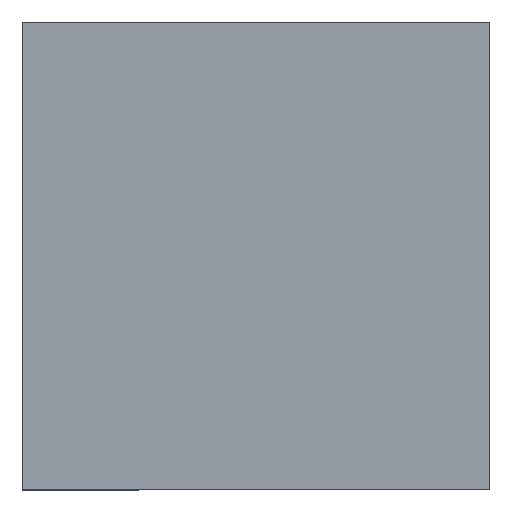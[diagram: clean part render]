
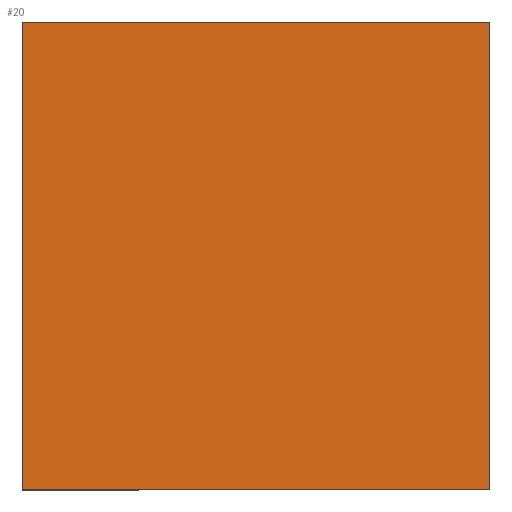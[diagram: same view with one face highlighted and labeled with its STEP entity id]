
A CAD part, top view. The second image highlights one B-rep face of the part: STEP entity #20.
In plain terms, the highlighted planar face has unit normal (0, 0, 1).
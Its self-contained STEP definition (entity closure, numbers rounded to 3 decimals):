
#11 = DIRECTION ( 'NONE',  ( 1., 0., 0. ) ) ;
#14 = CARTESIAN_POINT ( 'NONE',  ( 5., -5., 0.35 ) ) ;
#20 = ADVANCED_FACE ( 'NONE', ( #227 ), #80, .T. ) ;
#22 = LINE ( 'NONE', #28, #91 ) ;
#28 = CARTESIAN_POINT ( 'NONE',  ( 5., 5., 0.35 ) ) ;
#36 = VERTEX_POINT ( 'NONE', #154 ) ;
#39 = VERTEX_POINT ( 'NONE', #171 ) ;
#40 = EDGE_CURVE ( 'NONE', #179, #190, #223, .T. ) ;
#42 = AXIS2_PLACEMENT_3D ( 'NONE', #109, #191, #97 ) ;
#50 = VECTOR ( 'NONE', #11, 1000. ) ;
#52 = EDGE_CURVE ( 'NONE', #39, #36, #98, .T. ) ;
#59 = EDGE_CURVE ( 'NONE', #190, #39, #22, .T. ) ;
#64 = CARTESIAN_POINT ( 'NONE',  ( 5., 5., 0.35 ) ) ;
#80 = PLANE ( 'NONE',  #42 ) ;
#82 = VECTOR ( 'NONE', #208, 1000. ) ;
#87 = EDGE_LOOP ( 'NONE', ( #211, #120, #222, #134 ) ) ;
#91 = VECTOR ( 'NONE', #170, 1000. ) ;
#97 = DIRECTION ( 'NONE',  ( 1., 0., 0. ) ) ;
#98 = LINE ( 'NONE', #176, #82 ) ;
#109 = CARTESIAN_POINT ( 'NONE',  ( 0., 0., 0.35 ) ) ;
#115 = DIRECTION ( 'NONE',  ( 0., 1., 0. ) ) ;
#120 = ORIENTED_EDGE ( 'NONE', *, *, #142, .T. ) ;
#134 = ORIENTED_EDGE ( 'NONE', *, *, #59, .T. ) ;
#138 = VECTOR ( 'NONE', #115, 1000. ) ;
#142 = EDGE_CURVE ( 'NONE', #36, #179, #158, .T. ) ;
#154 = CARTESIAN_POINT ( 'NONE',  ( -5., -5., 0.35 ) ) ;
#158 = LINE ( 'NONE', #14, #50 ) ;
#170 = DIRECTION ( 'NONE',  ( -1., 0., 0. ) ) ;
#171 = CARTESIAN_POINT ( 'NONE',  ( -5., 5., 0.35 ) ) ;
#176 = CARTESIAN_POINT ( 'NONE',  ( -5., -5., 0.35 ) ) ;
#177 = CARTESIAN_POINT ( 'NONE',  ( 5., -5., 0.35 ) ) ;
#179 = VERTEX_POINT ( 'NONE', #177 ) ;
#190 = VERTEX_POINT ( 'NONE', #64 ) ;
#191 = DIRECTION ( 'NONE',  ( 0., 0., 1. ) ) ;
#208 = DIRECTION ( 'NONE',  ( 0., -1., 0. ) ) ;
#211 = ORIENTED_EDGE ( 'NONE', *, *, #52, .T. ) ;
#222 = ORIENTED_EDGE ( 'NONE', *, *, #40, .T. ) ;
#223 = LINE ( 'NONE', #230, #138 ) ;
#227 = FACE_OUTER_BOUND ( 'NONE', #87, .T. ) ;
#230 = CARTESIAN_POINT ( 'NONE',  ( 5., -5., 0.35 ) ) ;
